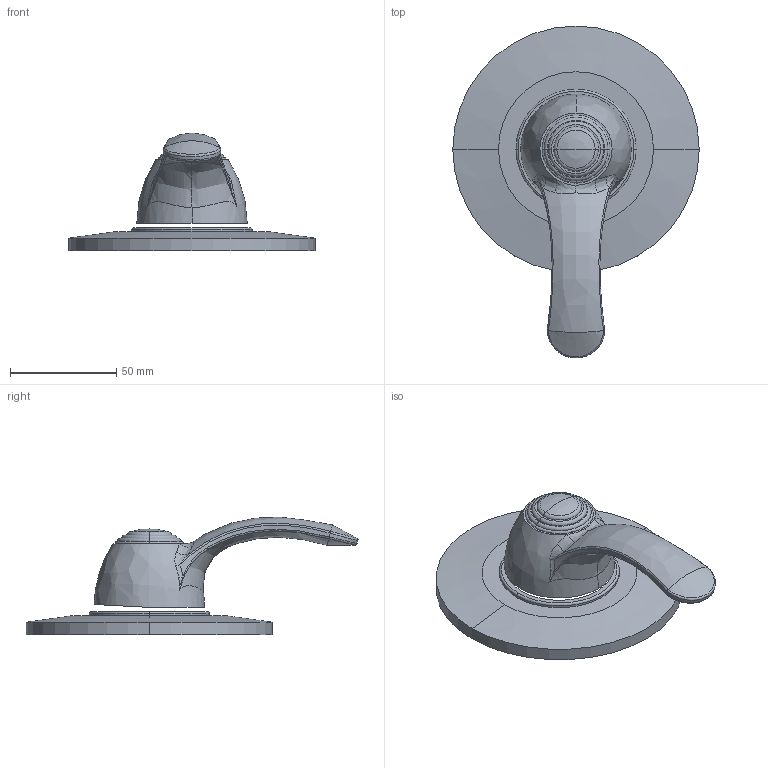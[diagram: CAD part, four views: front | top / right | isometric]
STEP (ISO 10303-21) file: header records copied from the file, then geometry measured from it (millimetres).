
FILE_DESCRIPTION((''),'2;1');
FILE_NAME('FA010CREST_ASM','2021-02-03T14:38:20',('stefano.gianpani'),('PAFFONI SpA'),'CREO PARAMETRIC BY PTC INC, 2020044','CREO PARAMETRIC BY PTC INC, 2020044','');
FILE_SCHEMA(('CONFIG_CONTROL_DESIGN','SHAPE_APPEARANCE_LAYERS_GROUPS'));
Length unit declared in the file: millimetre
Products named in the file (8): 4061052CR; 2041185GR; 2041539GR; 2092240_AF0; 4061063CR; 2091097; 5007006CR_ASM; FA010CREST_ASM
Assembly tree (7 placements, depth 3):
  FA010CREST_ASM
    4061052CR
    2041185GR
    2041539GR
    2092240_AF0
    5007006CR_ASM
      4061063CR
      2091097
Bounding box: 116 x 156.28 x 55.51 mm (x, y, z)
Volume: 49235.7 mm3; surface area: 45306.5 mm2
Topology: 6 solids, 7 shells, 226 faces, 560 edges, 355 vertices
Faces by surface type: plane 117, cylinder 38, bspline 31, torus 20, cone 16, sphere 4
Entity records: 11139 total; most frequent: CARTESIAN_POINT 3839, DIRECTION 1182, ORIENTED_EDGE 1108, PRESENTATION_STYLE_ASSIGNMENT 563, STYLED_ITEM 563, CURVE_STYLE 556, EDGE_CURVE 556, AXIS2_PLACEMENT_3D 466
